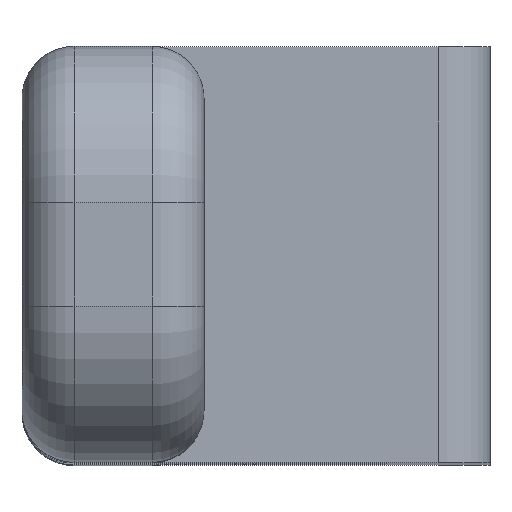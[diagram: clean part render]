
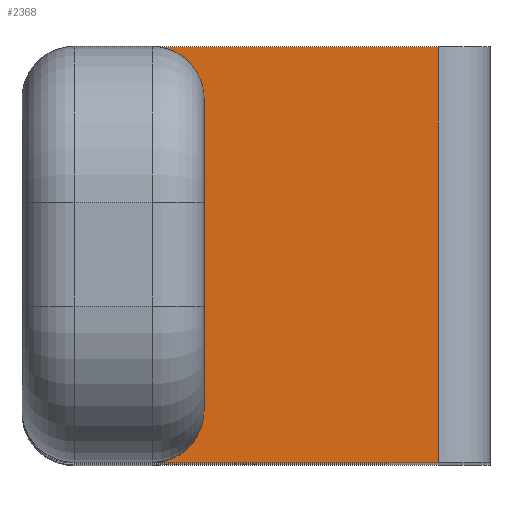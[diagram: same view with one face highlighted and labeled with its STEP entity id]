
A CAD part, top view. The second image highlights one B-rep face of the part: STEP entity #2368.
In plain terms, the highlighted planar face has unit normal (0, 0, 1).
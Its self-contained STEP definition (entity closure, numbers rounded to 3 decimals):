
#159 = PLANE('',#160);
#160 = AXIS2_PLACEMENT_3D('',#161,#162,#163);
#161 = CARTESIAN_POINT('',(6.637,-134.,21.));
#162 = DIRECTION('',(-0.,-1.,-0.));
#163 = DIRECTION('',(0.,0.,-1.));
#346 = PLANE('',#347);
#347 = AXIS2_PLACEMENT_3D('',#348,#349,#350);
#348 = CARTESIAN_POINT('',(6.5,-134.,0.));
#349 = DIRECTION('',(1.,0.,0.));
#350 = DIRECTION('',(0.,0.,1.));
#405 = PLANE('',#406);
#406 = AXIS2_PLACEMENT_3D('',#407,#408,#409);
#407 = CARTESIAN_POINT('',(6.637,-126.,21.));
#408 = DIRECTION('',(0.,1.,0.));
#409 = DIRECTION('',(0.,0.,1.));
#632 = VERTEX_POINT('',#633);
#633 = CARTESIAN_POINT('',(11.,-134.,34.));
#652 = CYLINDRICAL_SURFACE('',#653,1.);
#653 = AXIS2_PLACEMENT_3D('',#654,#655,#656);
#654 = CARTESIAN_POINT('',(11.,-134.,33.));
#655 = DIRECTION('',(0.,1.,0.));
#656 = DIRECTION('',(0.,-0.,1.));
#664 = EDGE_CURVE('',#665,#632,#667,.T.);
#665 = VERTEX_POINT('',#666);
#666 = CARTESIAN_POINT('',(6.5,-134.,34.));
#667 = SURFACE_CURVE('',#668,(#672,#679),.PCURVE_S1.);
#668 = LINE('',#669,#670);
#669 = CARTESIAN_POINT('',(3.,-134.,34.));
#670 = VECTOR('',#671,1.);
#671 = DIRECTION('',(1.,0.,0.));
#672 = PCURVE('',#159,#673);
#673 = DEFINITIONAL_REPRESENTATION('',(#674),#678);
#674 = LINE('',#675,#676);
#675 = CARTESIAN_POINT('',(-13.,-3.637));
#676 = VECTOR('',#677,1.);
#677 = DIRECTION('',(0.,1.));
#678 = ( GEOMETRIC_REPRESENTATION_CONTEXT(2) 
PARAMETRIC_REPRESENTATION_CONTEXT() REPRESENTATION_CONTEXT('2D SPACE',''
  ) );
#679 = PCURVE('',#680,#685);
#680 = PLANE('',#681);
#681 = AXIS2_PLACEMENT_3D('',#682,#683,#684);
#682 = CARTESIAN_POINT('',(3.,-134.,34.));
#683 = DIRECTION('',(0.,0.,1.));
#684 = DIRECTION('',(1.,0.,0.));
#685 = DEFINITIONAL_REPRESENTATION('',(#686),#690);
#686 = LINE('',#687,#688);
#687 = CARTESIAN_POINT('',(0.,0.));
#688 = VECTOR('',#689,1.);
#689 = DIRECTION('',(1.,0.));
#690 = ( GEOMETRIC_REPRESENTATION_CONTEXT(2) 
PARAMETRIC_REPRESENTATION_CONTEXT() REPRESENTATION_CONTEXT('2D SPACE',''
  ) );
#692 = EDGE_CURVE('',#665,#693,#695,.T.);
#693 = VERTEX_POINT('',#694);
#694 = CARTESIAN_POINT('',(5.5,-134.,34.));
#695 = SURFACE_CURVE('',#696,(#700,#707),.PCURVE_S1.);
#696 = LINE('',#697,#698);
#697 = CARTESIAN_POINT('',(4.819,-134.,34.));
#698 = VECTOR('',#699,1.);
#699 = DIRECTION('',(-1.,0.,0.));
#700 = PCURVE('',#159,#701);
#701 = DEFINITIONAL_REPRESENTATION('',(#702),#706);
#702 = LINE('',#703,#704);
#703 = CARTESIAN_POINT('',(-13.,-1.819));
#704 = VECTOR('',#705,1.);
#705 = DIRECTION('',(0.,-1.));
#706 = ( GEOMETRIC_REPRESENTATION_CONTEXT(2) 
PARAMETRIC_REPRESENTATION_CONTEXT() REPRESENTATION_CONTEXT('2D SPACE',''
  ) );
#707 = PCURVE('',#680,#708);
#708 = DEFINITIONAL_REPRESENTATION('',(#709),#713);
#709 = LINE('',#710,#711);
#710 = CARTESIAN_POINT('',(1.819,0.));
#711 = VECTOR('',#712,1.);
#712 = DIRECTION('',(-1.,0.));
#713 = ( GEOMETRIC_REPRESENTATION_CONTEXT(2) 
PARAMETRIC_REPRESENTATION_CONTEXT() REPRESENTATION_CONTEXT('2D SPACE',''
  ) );
#729 = CYLINDRICAL_SURFACE('',#730,1.);
#730 = AXIS2_PLACEMENT_3D('',#731,#732,#733);
#731 = CARTESIAN_POINT('',(5.5,-133.,34.));
#732 = DIRECTION('',(0.,0.,1.));
#733 = DIRECTION('',(0.,-1.,0.));
#1156 = EDGE_CURVE('',#1157,#1159,#1161,.T.);
#1157 = VERTEX_POINT('',#1158);
#1158 = CARTESIAN_POINT('',(6.5,-127.,34.));
#1159 = VERTEX_POINT('',#1160);
#1160 = CARTESIAN_POINT('',(6.5,-133.,34.));
#1161 = SURFACE_CURVE('',#1162,(#1166,#1172),.PCURVE_S1.);
#1162 = LINE('',#1163,#1164);
#1163 = CARTESIAN_POINT('',(6.5,-134.,34.));
#1164 = VECTOR('',#1165,1.);
#1165 = DIRECTION('',(0.,-1.,0.));
#1166 = PCURVE('',#346,#1167);
#1167 = DEFINITIONAL_REPRESENTATION('',(#1168),#1171);
#1168 = B_SPLINE_CURVE_WITH_KNOTS('',1,(#1169,#1170),.UNSPECIFIED.,.F.,
  .F.,(2,2),(-8.,0.),.PIECEWISE_BEZIER_KNOTS.);
#1169 = CARTESIAN_POINT('',(34.,-8.));
#1170 = CARTESIAN_POINT('',(34.,0.));
#1171 = ( GEOMETRIC_REPRESENTATION_CONTEXT(2) 
PARAMETRIC_REPRESENTATION_CONTEXT() REPRESENTATION_CONTEXT('2D SPACE',''
  ) );
#1172 = PCURVE('',#680,#1173);
#1173 = DEFINITIONAL_REPRESENTATION('',(#1174),#1177);
#1174 = B_SPLINE_CURVE_WITH_KNOTS('',1,(#1175,#1176),.UNSPECIFIED.,.F.,
  .F.,(2,2),(-8.,0.),.PIECEWISE_BEZIER_KNOTS.);
#1175 = CARTESIAN_POINT('',(3.5,8.));
#1176 = CARTESIAN_POINT('',(3.5,0.));
#1177 = ( GEOMETRIC_REPRESENTATION_CONTEXT(2) 
PARAMETRIC_REPRESENTATION_CONTEXT() REPRESENTATION_CONTEXT('2D SPACE',''
  ) );
#1195 = CYLINDRICAL_SURFACE('',#1196,1.);
#1196 = AXIS2_PLACEMENT_3D('',#1197,#1198,#1199);
#1197 = CARTESIAN_POINT('',(5.5,-127.,39.));
#1198 = DIRECTION('',(-0.,-0.,-1.));
#1199 = DIRECTION('',(0.,1.,-0.));
#1461 = VERTEX_POINT('',#1462);
#1462 = CARTESIAN_POINT('',(5.5,-126.,34.));
#1483 = EDGE_CURVE('',#1484,#1461,#1486,.T.);
#1484 = VERTEX_POINT('',#1485);
#1485 = CARTESIAN_POINT('',(6.5,-126.,34.));
#1486 = SURFACE_CURVE('',#1487,(#1491,#1498),.PCURVE_S1.);
#1487 = LINE('',#1488,#1489);
#1488 = CARTESIAN_POINT('',(4.819,-126.,34.));
#1489 = VECTOR('',#1490,1.);
#1490 = DIRECTION('',(-1.,-0.,-0.));
#1491 = PCURVE('',#405,#1492);
#1492 = DEFINITIONAL_REPRESENTATION('',(#1493),#1497);
#1493 = LINE('',#1494,#1495);
#1494 = CARTESIAN_POINT('',(13.,-1.819));
#1495 = VECTOR('',#1496,1.);
#1496 = DIRECTION('',(-0.,-1.));
#1497 = ( GEOMETRIC_REPRESENTATION_CONTEXT(2) 
PARAMETRIC_REPRESENTATION_CONTEXT() REPRESENTATION_CONTEXT('2D SPACE',''
  ) );
#1498 = PCURVE('',#680,#1499);
#1499 = DEFINITIONAL_REPRESENTATION('',(#1500),#1504);
#1500 = LINE('',#1501,#1502);
#1501 = CARTESIAN_POINT('',(1.819,8.));
#1502 = VECTOR('',#1503,1.);
#1503 = DIRECTION('',(-1.,-0.));
#1504 = ( GEOMETRIC_REPRESENTATION_CONTEXT(2) 
PARAMETRIC_REPRESENTATION_CONTEXT() REPRESENTATION_CONTEXT('2D SPACE',''
  ) );
#1506 = EDGE_CURVE('',#1484,#1507,#1509,.T.);
#1507 = VERTEX_POINT('',#1508);
#1508 = CARTESIAN_POINT('',(11.,-126.,34.));
#1509 = SURFACE_CURVE('',#1510,(#1514,#1521),.PCURVE_S1.);
#1510 = LINE('',#1511,#1512);
#1511 = CARTESIAN_POINT('',(3.,-126.,34.));
#1512 = VECTOR('',#1513,1.);
#1513 = DIRECTION('',(1.,0.,0.));
#1514 = PCURVE('',#405,#1515);
#1515 = DEFINITIONAL_REPRESENTATION('',(#1516),#1520);
#1516 = LINE('',#1517,#1518);
#1517 = CARTESIAN_POINT('',(13.,-3.637));
#1518 = VECTOR('',#1519,1.);
#1519 = DIRECTION('',(0.,1.));
#1520 = ( GEOMETRIC_REPRESENTATION_CONTEXT(2) 
PARAMETRIC_REPRESENTATION_CONTEXT() REPRESENTATION_CONTEXT('2D SPACE',''
  ) );
#1521 = PCURVE('',#680,#1522);
#1522 = DEFINITIONAL_REPRESENTATION('',(#1523),#1527);
#1523 = LINE('',#1524,#1525);
#1524 = CARTESIAN_POINT('',(0.,8.));
#1525 = VECTOR('',#1526,1.);
#1526 = DIRECTION('',(1.,0.));
#1527 = ( GEOMETRIC_REPRESENTATION_CONTEXT(2) 
PARAMETRIC_REPRESENTATION_CONTEXT() REPRESENTATION_CONTEXT('2D SPACE',''
  ) );
#2320 = EDGE_CURVE('',#632,#1507,#2321,.T.);
#2321 = SURFACE_CURVE('',#2322,(#2326,#2333),.PCURVE_S1.);
#2322 = LINE('',#2323,#2324);
#2323 = CARTESIAN_POINT('',(11.,-134.,34.));
#2324 = VECTOR('',#2325,1.);
#2325 = DIRECTION('',(0.,1.,0.));
#2326 = PCURVE('',#652,#2327);
#2327 = DEFINITIONAL_REPRESENTATION('',(#2328),#2332);
#2328 = LINE('',#2329,#2330);
#2329 = CARTESIAN_POINT('',(0.,0.));
#2330 = VECTOR('',#2331,1.);
#2331 = DIRECTION('',(0.,1.));
#2332 = ( GEOMETRIC_REPRESENTATION_CONTEXT(2) 
PARAMETRIC_REPRESENTATION_CONTEXT() REPRESENTATION_CONTEXT('2D SPACE',''
  ) );
#2333 = PCURVE('',#680,#2334);
#2334 = DEFINITIONAL_REPRESENTATION('',(#2335),#2339);
#2335 = LINE('',#2336,#2337);
#2336 = CARTESIAN_POINT('',(8.,0.));
#2337 = VECTOR('',#2338,1.);
#2338 = DIRECTION('',(0.,1.));
#2339 = ( GEOMETRIC_REPRESENTATION_CONTEXT(2) 
PARAMETRIC_REPRESENTATION_CONTEXT() REPRESENTATION_CONTEXT('2D SPACE',''
  ) );
#2344 = EDGE_CURVE('',#693,#1159,#2345,.T.);
#2345 = SURFACE_CURVE('',#2346,(#2351,#2358),.PCURVE_S1.);
#2346 = CIRCLE('',#2347,1.);
#2347 = AXIS2_PLACEMENT_3D('',#2348,#2349,#2350);
#2348 = CARTESIAN_POINT('',(5.5,-133.,34.));
#2349 = DIRECTION('',(0.,0.,1.));
#2350 = DIRECTION('',(0.,-1.,0.));
#2351 = PCURVE('',#729,#2352);
#2352 = DEFINITIONAL_REPRESENTATION('',(#2353),#2357);
#2353 = LINE('',#2354,#2355);
#2354 = CARTESIAN_POINT('',(0.,0.));
#2355 = VECTOR('',#2356,1.);
#2356 = DIRECTION('',(1.,0.));
#2357 = ( GEOMETRIC_REPRESENTATION_CONTEXT(2) 
PARAMETRIC_REPRESENTATION_CONTEXT() REPRESENTATION_CONTEXT('2D SPACE',''
  ) );
#2358 = PCURVE('',#680,#2359);
#2359 = DEFINITIONAL_REPRESENTATION('',(#2360),#2364);
#2360 = CIRCLE('',#2361,1.);
#2361 = AXIS2_PLACEMENT_2D('',#2362,#2363);
#2362 = CARTESIAN_POINT('',(2.5,1.));
#2363 = DIRECTION('',(0.,-1.));
#2364 = ( GEOMETRIC_REPRESENTATION_CONTEXT(2) 
PARAMETRIC_REPRESENTATION_CONTEXT() REPRESENTATION_CONTEXT('2D SPACE',''
  ) );
#2368 = ADVANCED_FACE('',(#2369),#680,.T.);
#2369 = FACE_BOUND('',#2370,.T.);
#2370 = EDGE_LOOP('',(#2371,#2372,#2373,#2399,#2400,#2401,#2402,#2403));
#2371 = ORIENTED_EDGE('',*,*,#1506,.F.);
#2372 = ORIENTED_EDGE('',*,*,#1483,.T.);
#2373 = ORIENTED_EDGE('',*,*,#2374,.T.);
#2374 = EDGE_CURVE('',#1461,#1157,#2375,.T.);
#2375 = SURFACE_CURVE('',#2376,(#2381,#2392),.PCURVE_S1.);
#2376 = CIRCLE('',#2377,1.);
#2377 = AXIS2_PLACEMENT_3D('',#2378,#2379,#2380);
#2378 = CARTESIAN_POINT('',(5.5,-127.,34.));
#2379 = DIRECTION('',(0.,-0.,-1.));
#2380 = DIRECTION('',(0.,1.,-0.));
#2381 = PCURVE('',#680,#2382);
#2382 = DEFINITIONAL_REPRESENTATION('',(#2383),#2391);
#2383 = ( BOUNDED_CURVE() B_SPLINE_CURVE(2,(#2384,#2385,#2386,#2387,
#2388,#2389,#2390),.UNSPECIFIED.,.T.,.F.) B_SPLINE_CURVE_WITH_KNOTS((1,2
    ,2,2,2,1),(-2.094,0.,2.094,4.189,
6.283,8.378),.UNSPECIFIED.) CURVE() 
GEOMETRIC_REPRESENTATION_ITEM() RATIONAL_B_SPLINE_CURVE((1.,0.5,1.,0.5,
1.,0.5,1.)) REPRESENTATION_ITEM('') );
#2384 = CARTESIAN_POINT('',(2.5,8.));
#2385 = CARTESIAN_POINT('',(4.232,8.));
#2386 = CARTESIAN_POINT('',(3.366,6.5));
#2387 = CARTESIAN_POINT('',(2.5,5.));
#2388 = CARTESIAN_POINT('',(1.634,6.5));
#2389 = CARTESIAN_POINT('',(0.768,8.));
#2390 = CARTESIAN_POINT('',(2.5,8.));
#2391 = ( GEOMETRIC_REPRESENTATION_CONTEXT(2) 
PARAMETRIC_REPRESENTATION_CONTEXT() REPRESENTATION_CONTEXT('2D SPACE',''
  ) );
#2392 = PCURVE('',#1195,#2393);
#2393 = DEFINITIONAL_REPRESENTATION('',(#2394),#2398);
#2394 = LINE('',#2395,#2396);
#2395 = CARTESIAN_POINT('',(0.,5.));
#2396 = VECTOR('',#2397,1.);
#2397 = DIRECTION('',(1.,0.));
#2398 = ( GEOMETRIC_REPRESENTATION_CONTEXT(2) 
PARAMETRIC_REPRESENTATION_CONTEXT() REPRESENTATION_CONTEXT('2D SPACE',''
  ) );
#2399 = ORIENTED_EDGE('',*,*,#1156,.T.);
#2400 = ORIENTED_EDGE('',*,*,#2344,.F.);
#2401 = ORIENTED_EDGE('',*,*,#692,.F.);
#2402 = ORIENTED_EDGE('',*,*,#664,.T.);
#2403 = ORIENTED_EDGE('',*,*,#2320,.T.);
